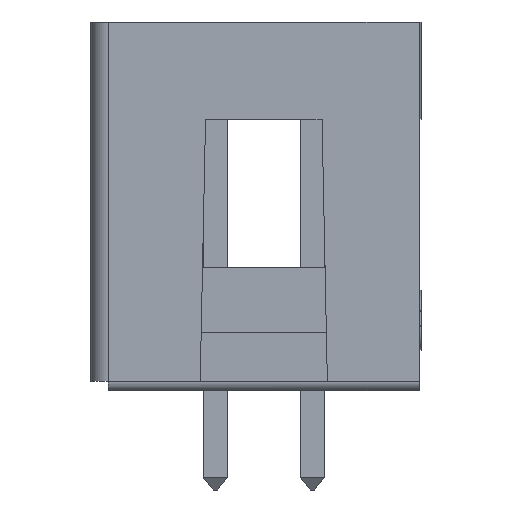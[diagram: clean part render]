
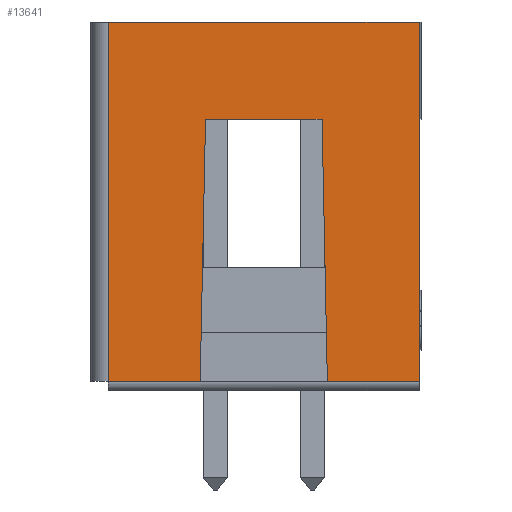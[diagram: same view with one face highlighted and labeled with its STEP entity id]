
A CAD part, left-side view. The second image highlights one B-rep face of the part: STEP entity #13641.
In plain terms, the highlighted planar face has unit normal (-1, 0, 0).
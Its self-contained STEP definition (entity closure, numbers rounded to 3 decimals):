
#11274=CARTESIAN_POINT('',(-13.818,4.064,9.652));
#11275=VERTEX_POINT('',#11274);
#11276=CARTESIAN_POINT('',(-13.818,4.064,0.254));
#11277=VERTEX_POINT('',#11276);
#11278=CARTESIAN_POINT('',(-13.818,4.064,9.652));
#11279=CARTESIAN_POINT('',(-13.818,4.064,6.519));
#11280=CARTESIAN_POINT('',(-13.818,4.064,3.387));
#11281=CARTESIAN_POINT('',(-13.818,4.064,0.254));
#11282=QUASI_UNIFORM_CURVE('',3,(#11278,#11279,#11280,#11281),.UNSPECIFIED.,.F.,.U.);
#11283=EDGE_CURVE('',#11275,#11277,#11282,.T.);
#11325=CARTESIAN_POINT('',(-13.818,-4.064,9.652));
#11326=VERTEX_POINT('',#11325);
#11334=CARTESIAN_POINT('',(-13.818,-4.064,0.254));
#11335=VERTEX_POINT('',#11334);
#11336=CARTESIAN_POINT('',(-13.818,-4.064,0.254));
#11337=CARTESIAN_POINT('',(-13.818,-4.064,3.387));
#11338=CARTESIAN_POINT('',(-13.818,-4.064,6.519));
#11339=CARTESIAN_POINT('',(-13.818,-4.064,9.652));
#11340=QUASI_UNIFORM_CURVE('',3,(#11336,#11337,#11338,#11339),.UNSPECIFIED.,.F.,.U.);
#11341=EDGE_CURVE('',#11335,#11326,#11340,.T.);
#13563=CARTESIAN_POINT('',(-13.818,-1.524,7.112));
#13564=VERTEX_POINT('',#13563);
#13572=CARTESIAN_POINT('',(-13.818,1.524,7.112));
#13573=VERTEX_POINT('',#13572);
#13574=CARTESIAN_POINT('',(-13.818,1.524,7.112));
#13575=CARTESIAN_POINT('',(-13.818,0.508,7.112));
#13576=CARTESIAN_POINT('',(-13.818,-0.508,7.112));
#13577=CARTESIAN_POINT('',(-13.818,-1.524,7.112));
#13578=QUASI_UNIFORM_CURVE('',3,(#13574,#13575,#13576,#13577),.UNSPECIFIED.,.F.,.U.);
#13579=EDGE_CURVE('',#13573,#13564,#13578,.T.);
#13592=CARTESIAN_POINT('',(-13.818,4.47,-0.216));
#13593=DIRECTION('',(-1.0,0.0,0.0));
#13594=DIRECTION('',(0.0,0.0,-1.0));
#13595=AXIS2_PLACEMENT_3D('',#13592,#13593,#13594);
#13596=PLANE('',#13595);
#13597=ORIENTED_EDGE('',*,*,#11283,.T.);
#13598=CARTESIAN_POINT('',(-13.818,1.664,0.254));
#13599=VERTEX_POINT('',#13598);
#13600=CARTESIAN_POINT('',(-13.818,1.664,0.254));
#13601=CARTESIAN_POINT('',(-13.818,2.464,0.254));
#13602=CARTESIAN_POINT('',(-13.818,3.264,0.254));
#13603=CARTESIAN_POINT('',(-13.818,4.064,0.254));
#13604=QUASI_UNIFORM_CURVE('',3,(#13600,#13601,#13602,#13603),.UNSPECIFIED.,.F.,.U.);
#13605=EDGE_CURVE('',#13599,#11277,#13604,.T.);
#13606=ORIENTED_EDGE('',*,*,#13605,.F.);
#13607=CARTESIAN_POINT('',(-13.818,1.524,7.112));
#13608=CARTESIAN_POINT('',(-13.818,1.571,4.826));
#13609=CARTESIAN_POINT('',(-13.818,1.617,2.54));
#13610=CARTESIAN_POINT('',(-13.818,1.664,0.254));
#13611=QUASI_UNIFORM_CURVE('',3,(#13607,#13608,#13609,#13610),.UNSPECIFIED.,.F.,.U.);
#13612=EDGE_CURVE('',#13573,#13599,#13611,.T.);
#13613=ORIENTED_EDGE('',*,*,#13612,.F.);
#13614=ORIENTED_EDGE('',*,*,#13579,.T.);
#13615=CARTESIAN_POINT('',(-13.818,-1.664,0.254));
#13616=VERTEX_POINT('',#13615);
#13617=CARTESIAN_POINT('',(-13.818,-1.664,0.254));
#13618=CARTESIAN_POINT('',(-13.818,-1.617,2.54));
#13619=CARTESIAN_POINT('',(-13.818,-1.571,4.826));
#13620=CARTESIAN_POINT('',(-13.818,-1.524,7.112));
#13621=QUASI_UNIFORM_CURVE('',3,(#13617,#13618,#13619,#13620),.UNSPECIFIED.,.F.,.U.);
#13622=EDGE_CURVE('',#13616,#13564,#13621,.T.);
#13623=ORIENTED_EDGE('',*,*,#13622,.F.);
#13624=CARTESIAN_POINT('',(-13.818,-4.064,0.254));
#13625=CARTESIAN_POINT('',(-13.818,-3.264,0.254));
#13626=CARTESIAN_POINT('',(-13.818,-2.464,0.254));
#13627=CARTESIAN_POINT('',(-13.818,-1.664,0.254));
#13628=QUASI_UNIFORM_CURVE('',3,(#13624,#13625,#13626,#13627),.UNSPECIFIED.,.F.,.U.);
#13629=EDGE_CURVE('',#11335,#13616,#13628,.T.);
#13630=ORIENTED_EDGE('',*,*,#13629,.F.);
#13631=ORIENTED_EDGE('',*,*,#11341,.T.);
#13632=CARTESIAN_POINT('',(-13.818,4.064,9.652));
#13633=CARTESIAN_POINT('',(-13.818,1.355,9.652));
#13634=CARTESIAN_POINT('',(-13.818,-1.355,9.652));
#13635=CARTESIAN_POINT('',(-13.818,-4.064,9.652));
#13636=QUASI_UNIFORM_CURVE('',3,(#13632,#13633,#13634,#13635),.UNSPECIFIED.,.F.,.U.);
#13637=EDGE_CURVE('',#11275,#11326,#13636,.T.);
#13638=ORIENTED_EDGE('',*,*,#13637,.F.);
#13639=EDGE_LOOP('',(#13597,#13606,#13613,#13614,#13623,#13630,#13631,#13638));
#13640=FACE_OUTER_BOUND('',#13639,.T.);
#13641=ADVANCED_FACE('',(#13640),#13596,.T.);
